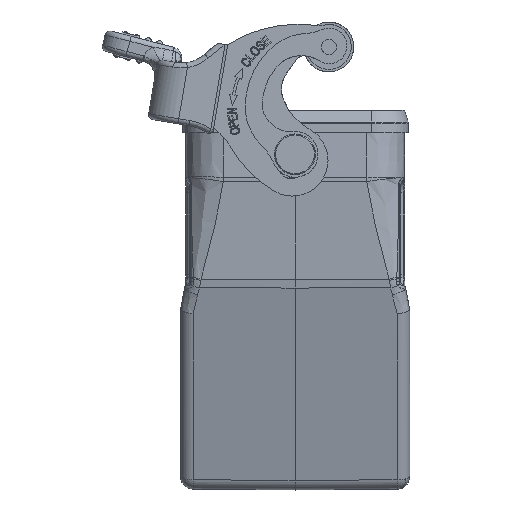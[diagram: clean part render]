
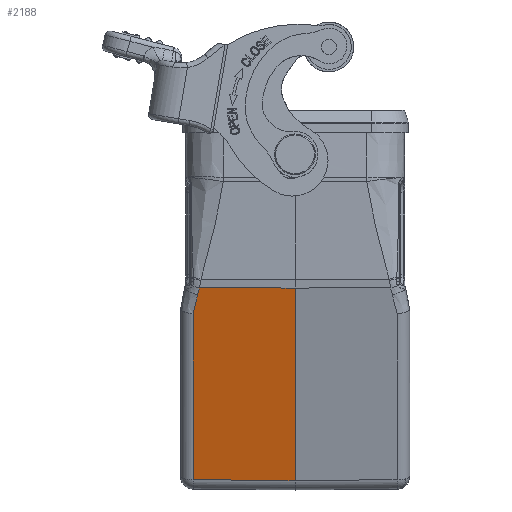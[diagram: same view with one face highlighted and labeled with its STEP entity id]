
A CAD part, left-side view. The second image highlights one B-rep face of the part: STEP entity #2188.
In plain terms, the highlighted planar face has unit normal (-0.966, 0.009, -0.259).
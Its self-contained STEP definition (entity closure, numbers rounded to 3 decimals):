
#1495=PLANE('',#26487);
#2188=ADVANCED_FACE('',(#4208),#1495,.F.);
#4208=FACE_OUTER_BOUND('',#5670,.T.);
#5670=EDGE_LOOP('',(#11368,#11369,#11370,#11371,#11372,#11373));
#7374=LINE('',#37333,#8960);
#7375=LINE('',#37335,#8961);
#7376=LINE('',#37338,#8962);
#8960=VECTOR('',#29274,1.);
#8961=VECTOR('',#29277,1.);
#8962=VECTOR('',#29278,1.);
#11368=ORIENTED_EDGE('',*,*,#21408,.F.);
#11369=ORIENTED_EDGE('',*,*,#21409,.T.);
#11370=ORIENTED_EDGE('',*,*,#21407,.F.);
#11371=ORIENTED_EDGE('',*,*,#21410,.T.);
#11372=ORIENTED_EDGE('',*,*,#21411,.T.);
#11373=ORIENTED_EDGE('',*,*,#21412,.T.);
#18716=VERTEX_POINT('',#37301);
#18721=VERTEX_POINT('',#37332);
#18722=VERTEX_POINT('',#37336);
#18723=VERTEX_POINT('',#37337);
#18724=VERTEX_POINT('',#37343);
#18725=VERTEX_POINT('',#37350);
#21407=EDGE_CURVE('',#18721,#18716,#7374,.T.);
#21408=EDGE_CURVE('',#18722,#18723,#7375,.T.);
#21409=EDGE_CURVE('',#18722,#18716,#7376,.T.);
#21410=EDGE_CURVE('',#18721,#18724,#24882,.T.);
#21411=EDGE_CURVE('',#18724,#18725,#24883,.T.);
#21412=EDGE_CURVE('',#18725,#18723,#24884,.T.);
#24882=B_SPLINE_CURVE_WITH_KNOTS('',3,(#37339,#37340,#37341,#37342),
 .UNSPECIFIED.,.F.,.F.,(4,4),(0.,1.),.UNSPECIFIED.);
#24883=B_SPLINE_CURVE_WITH_KNOTS('',3,(#37344,#37345,#37346,#37347,#37348,
#37349),.UNSPECIFIED.,.F.,.F.,(4,2,4),(0.,0.5,1.),.UNSPECIFIED.);
#24884=B_SPLINE_CURVE_WITH_KNOTS('',3,(#37351,#37352,#37353,#37354),
 .UNSPECIFIED.,.F.,.F.,(4,4),(0.,1.),.UNSPECIFIED.);
#26487=AXIS2_PLACEMENT_3D('',#37355,#29279,#29280);
#29274=DIRECTION('',(-0.009,-1.,-0.002));
#29277=DIRECTION('',(0.007,1.,0.009));
#29278=DIRECTION('',(-0.259,0.,0.966));
#29279=DIRECTION('',(0.966,-0.009,0.259));
#29280=DIRECTION('',(-0.259,0.,0.966));
#37301=CARTESIAN_POINT('',(-34.58,0.,-32.345));
#37332=CARTESIAN_POINT('',(-34.422,18.768,-32.318));
#37333=CARTESIAN_POINT('',(-34.418,18.767,-32.316));
#37335=CARTESIAN_POINT('',(-24.451,0.,-70.147));
#37336=CARTESIAN_POINT('',(-24.451,0.,-70.147));
#37337=CARTESIAN_POINT('',(-24.317,20.022,-69.972));
#37338=CARTESIAN_POINT('',(-24.451,0.,-70.147));
#37339=CARTESIAN_POINT('',(-34.418,18.767,-32.317));
#37340=CARTESIAN_POINT('',(-34.295,18.883,-32.77));
#37341=CARTESIAN_POINT('',(-34.173,18.999,-33.224));
#37342=CARTESIAN_POINT('',(-34.05,19.115,-33.678));
#37343=CARTESIAN_POINT('',(-34.053,19.115,-33.679));
#37344=CARTESIAN_POINT('',(-34.05,19.115,-33.678));
#37345=CARTESIAN_POINT('',(-33.86,19.325,-34.38));
#37346=CARTESIAN_POINT('',(-33.681,19.506,-35.041));
#37347=CARTESIAN_POINT('',(-33.417,19.744,-36.02));
#37348=CARTESIAN_POINT('',(-33.233,19.889,-36.702));
#37349=CARTESIAN_POINT('',(-33.046,20.022,-37.395));
#37350=CARTESIAN_POINT('',(-33.046,20.022,-37.395));
#37351=CARTESIAN_POINT('',(-33.046,20.022,-37.395));
#37352=CARTESIAN_POINT('',(-30.136,20.022,-48.254));
#37353=CARTESIAN_POINT('',(-27.227,20.022,-59.113));
#37354=CARTESIAN_POINT('',(-24.317,20.022,-69.972));
#37355=CARTESIAN_POINT('',(-29.431,10.011,-51.223));
